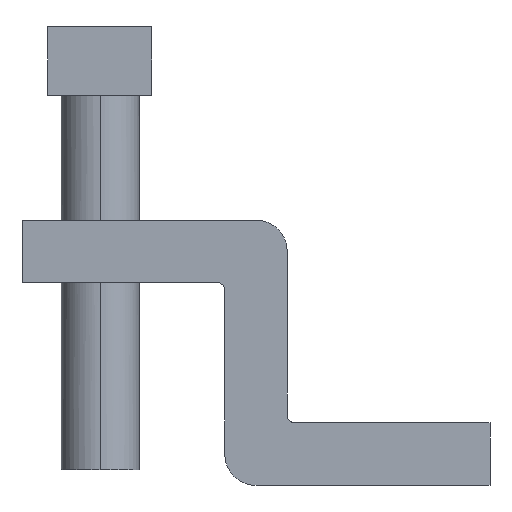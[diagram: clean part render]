
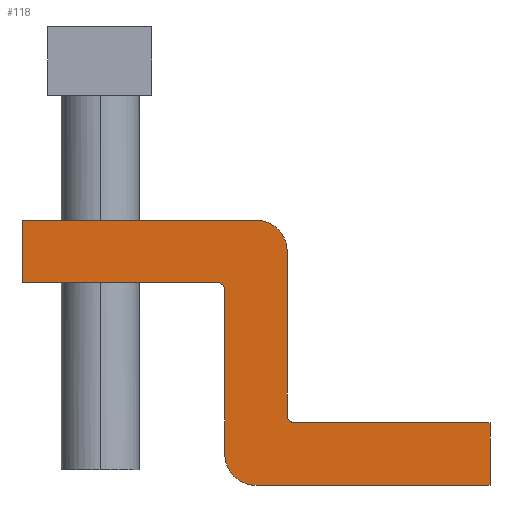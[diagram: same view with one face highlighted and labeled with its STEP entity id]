
A CAD part, front view. The second image highlights one B-rep face of the part: STEP entity #118.
In plain terms, the highlighted planar face has unit normal (0, -1, 0).
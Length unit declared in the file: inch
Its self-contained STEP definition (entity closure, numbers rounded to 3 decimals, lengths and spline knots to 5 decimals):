
#118=ADVANCED_FACE('',(#234),#235,.T.);
#234=FACE_OUTER_BOUND('',#435,.T.);
#235=PLANE('',#436);
#435=EDGE_LOOP('',(#661,#662,#663,#664,#665,#666,#667,#668,#669,#670,#671,#672));
#436=AXIS2_PLACEMENT_3D('',#673,#674,#675);
#661=ORIENTED_EDGE('',*,*,#833,.F.);
#662=ORIENTED_EDGE('',*,*,#849,.F.);
#663=ORIENTED_EDGE('',*,*,#850,.F.);
#664=ORIENTED_EDGE('',*,*,#759,.F.);
#665=ORIENTED_EDGE('',*,*,#851,.F.);
#666=ORIENTED_EDGE('',*,*,#774,.F.);
#667=ORIENTED_EDGE('',*,*,#825,.F.);
#668=ORIENTED_EDGE('',*,*,#819,.F.);
#669=ORIENTED_EDGE('',*,*,#839,.F.);
#670=ORIENTED_EDGE('',*,*,#749,.F.);
#671=ORIENTED_EDGE('',*,*,#755,.F.);
#672=ORIENTED_EDGE('',*,*,#842,.F.);
#673=CARTESIAN_POINT('',(0.12498,0.,0.40647));
#674=DIRECTION('',(0.0,-1.0,0.0));
#675=DIRECTION('',(1.0,0.0,0.0));
#749=EDGE_CURVE('',#868,#869,#870,.T.);
#755=EDGE_CURVE('',#878,#868,#879,.T.);
#759=EDGE_CURVE('',#884,#885,#886,.T.);
#774=EDGE_CURVE('',#911,#912,#913,.T.);
#819=EDGE_CURVE('',#980,#981,#982,.T.);
#825=EDGE_CURVE('',#981,#911,#990,.T.);
#833=EDGE_CURVE('',#1000,#1001,#1002,.T.);
#839=EDGE_CURVE('',#869,#980,#1010,.T.);
#842=EDGE_CURVE('',#1001,#878,#1013,.T.);
#849=EDGE_CURVE('',#1022,#1000,#1023,.T.);
#850=EDGE_CURVE('',#885,#1022,#1024,.T.);
#851=EDGE_CURVE('',#912,#884,#1025,.T.);
#868=VERTEX_POINT('',#1043);
#869=VERTEX_POINT('',#1044);
#870=B_SPLINE_CURVE_WITH_KNOTS('',3,(#1045,#1046,#1047,#1048),.UNSPECIFIED.,.F.,.F.,(4,4),(0.0,1.0),.UNSPECIFIED.);
#878=VERTEX_POINT('',#1061);
#879=LINE('',#1062,#1063);
#884=VERTEX_POINT('',#1070);
#885=VERTEX_POINT('',#1071);
#886=B_SPLINE_CURVE_WITH_KNOTS('',3,(#1072,#1073,#1074,#1075),.UNSPECIFIED.,.F.,.F.,(4,4),(0.0,1.0),.UNSPECIFIED.);
#911=VERTEX_POINT('',#1125);
#912=VERTEX_POINT('',#1126);
#913=B_SPLINE_CURVE_WITH_KNOTS('',3,(#1127,#1128,#1129,#1130),.UNSPECIFIED.,.F.,.F.,(4,4),(0.0,1.0),.UNSPECIFIED.);
#980=VERTEX_POINT('',#1283);
#981=VERTEX_POINT('',#1284);
#982=LINE('',#1285,#1286);
#990=LINE('',#1300,#1301);
#1000=VERTEX_POINT('',#1322);
#1001=VERTEX_POINT('',#1323);
#1002=LINE('',#1324,#1325);
#1010=LINE('',#1347,#1348);
#1013=B_SPLINE_CURVE_WITH_KNOTS('',3,(#1352,#1353,#1354,#1355),.UNSPECIFIED.,.F.,.F.,(4,4),(0.0,1.0),.UNSPECIFIED.);
#1022=VERTEX_POINT('',#1380);
#1023=LINE('',#1381,#1382);
#1024=LINE('',#1383,#1384);
#1025=LINE('',#1385,#1386);
#1043=CARTESIAN_POINT('',(0.25,0.,0.15647));
#1044=CARTESIAN_POINT('',(0.28125,0.,0.1252));
#1045=CARTESIAN_POINT('',(0.25,0.,0.15647));
#1046=CARTESIAN_POINT('',(0.25,0.,0.1392));
#1047=CARTESIAN_POINT('',(0.264,0.,0.1252));
#1048=CARTESIAN_POINT('',(0.28125,0.,0.1252));
#1061=CARTESIAN_POINT('',(0.25,0.,0.81285));
#1062=CARTESIAN_POINT('',(0.25,0.,0.81285));
#1063=VECTOR('',#1431,1.0);
#1070=CARTESIAN_POINT('',(0.0,0.,0.65617));
#1071=CARTESIAN_POINT('',(-0.03125,0.,0.68743));
#1072=CARTESIAN_POINT('',(0.0,0.,0.65617));
#1073=CARTESIAN_POINT('',(0.0,0.,0.67343));
#1074=CARTESIAN_POINT('',(-0.01399,0.,0.68743));
#1075=CARTESIAN_POINT('',(-0.03125,0.,0.68743));
#1125=CARTESIAN_POINT('',(0.125,0.,-0.12478));
#1126=CARTESIAN_POINT('',(0.0,0.,0.));
#1127=CARTESIAN_POINT('',(0.125,0.,-0.12478));
#1128=CARTESIAN_POINT('',(0.05596,0.,-0.12478));
#1129=CARTESIAN_POINT('',(0.0,0.,-0.06904));
#1130=CARTESIAN_POINT('',(0.0,0.,0.));
#1283=CARTESIAN_POINT('',(1.06266,0.,0.12522));
#1284=CARTESIAN_POINT('',(1.06266,0.,-0.12478));
#1285=CARTESIAN_POINT('',(1.06266,0.,0.12522));
#1286=VECTOR('',#1459,1.0);
#1300=CARTESIAN_POINT('',(1.06266,0.,-0.12478));
#1301=VECTOR('',#1463,1.0);
#1322=CARTESIAN_POINT('',(-0.81267,0.,0.93785));
#1323=CARTESIAN_POINT('',(0.125,0.,0.93785));
#1324=CARTESIAN_POINT('',(-0.81267,0.,0.93785));
#1325=VECTOR('',#1466,1.0);
#1347=CARTESIAN_POINT('',(0.28125,0.,0.1252));
#1348=VECTOR('',#1470,1.0);
#1352=CARTESIAN_POINT('',(0.125,0.,0.93785));
#1353=CARTESIAN_POINT('',(0.19404,0.,0.93785));
#1354=CARTESIAN_POINT('',(0.25,0.,0.88189));
#1355=CARTESIAN_POINT('',(0.25,0.,0.81285));
#1380=CARTESIAN_POINT('',(-0.81268,0.,0.6877));
#1381=CARTESIAN_POINT('',(-0.81268,0.,0.6877));
#1382=VECTOR('',#1474,1.);
#1383=CARTESIAN_POINT('',(-0.03125,0.,0.68743));
#1384=VECTOR('',#1475,1.0);
#1385=CARTESIAN_POINT('',(0.0,0.,0.));
#1386=VECTOR('',#1476,1.0);
#1431=DIRECTION('',(0.0,0.0,-1.0));
#1459=DIRECTION('',(0.0,0.0,-1.0));
#1463=DIRECTION('',(-1.0,0.0,0.0));
#1466=DIRECTION('',(1.0,0.0,0.0));
#1470=DIRECTION('',(1.,0.0,0.));
#1474=DIRECTION('',(0.,0.0,1.));
#1475=DIRECTION('',(-1.,0.0,0.));
#1476=DIRECTION('',(0.0,0.0,1.0));
